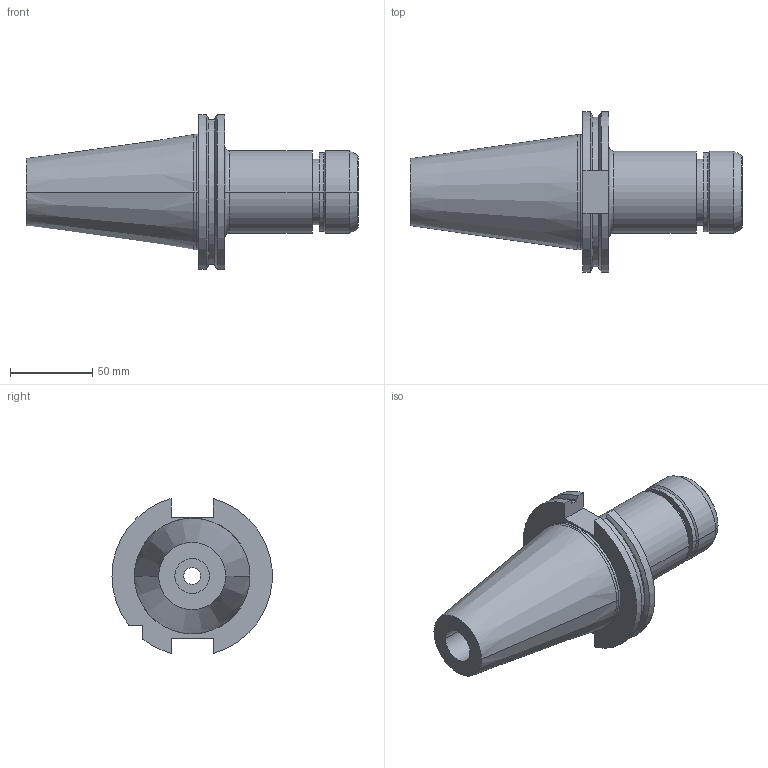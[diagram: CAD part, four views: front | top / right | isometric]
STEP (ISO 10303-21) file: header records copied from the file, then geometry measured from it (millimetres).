
FILE_DESCRIPTION((''),'2;1');
FILE_NAME('8270022078','2021-02-09T09:23:25',('thiemer'),(''),'CREO PARAMETRIC BY PTC INC, 2020053','CREO PARAMETRIC BY PTC INC, 2020053','');
FILE_SCHEMA(('AP242_MANAGED_MODEL_BASED_3D_ENGINEERING_MIM_LF { 1 0 10303 442 1 1 4 }'));
Length unit declared in the file: millimetre
Products named in the file (1): 8270022078
Bounding box: 201.75 x 97.31 x 94.05 mm (x, y, z)
Volume: 433867.3 mm3; surface area: 64677.5 mm2
Topology: 1 solids, 1 shells, 77 faces, 194 edges, 130 vertices
Faces by surface type: cylinder 29, plane 26, cone 18, torus 4
Entity records: 3434 total; most frequent: DIRECTION 472, CARTESIAN_POINT 459, ORIENTED_EDGE 362, PRESENTATION_STYLE_ASSIGNMENT 209, STYLED_ITEM 209, CURVE_STYLE 208, AXIS2_PLACEMENT_3D 185, EDGE_CURVE 181
